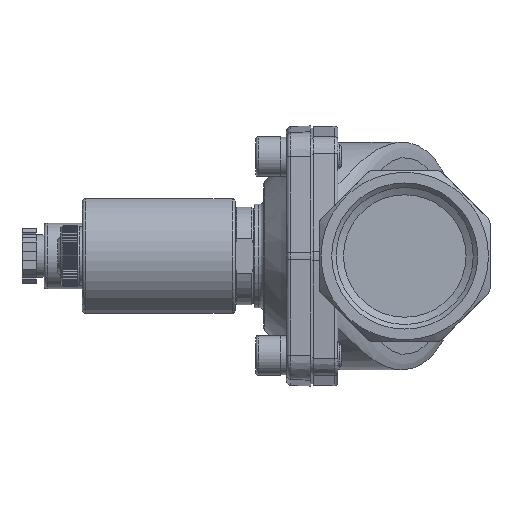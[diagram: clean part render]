
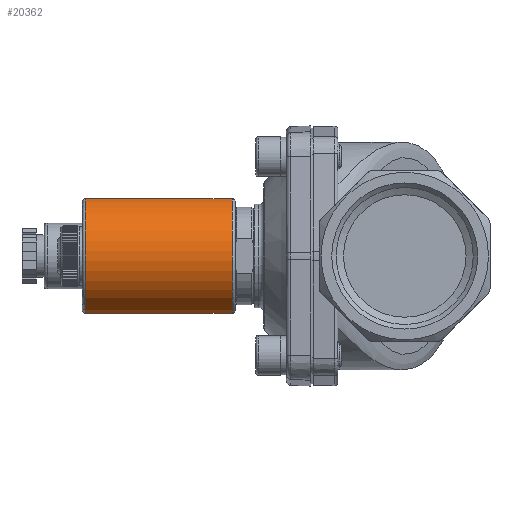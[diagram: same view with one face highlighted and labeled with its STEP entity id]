
A CAD part, left-side view. The second image highlights one B-rep face of the part: STEP entity #20362.
In plain terms, the highlighted cylindrical face has radius 19.5 mm (diameter 39 mm), a partial arc.
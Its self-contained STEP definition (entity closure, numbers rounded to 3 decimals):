
#12907=CARTESIAN_POINT('',(-5.356,104.5,-18.75));
#12908=VERTEX_POINT('',#12907);
#12927=CARTESIAN_POINT('',(-5.356,104.5,18.75));
#12928=VERTEX_POINT('',#12927);
#12929=CARTESIAN_POINT('',(0.0,104.5,0.0));
#12930=DIRECTION('',(0.0,-1.0,0.0));
#12931=DIRECTION('',(0.0,0.0,1.0));
#12932=AXIS2_PLACEMENT_3D('',#12929,#12930,#12931);
#12933=CIRCLE('',#12932,19.5);
#12934=EDGE_CURVE('',#12928,#12908,#12933,.T.);
#13054=CARTESIAN_POINT('',(-5.356,56.5,18.75));
#13055=VERTEX_POINT('',#13054);
#13056=CARTESIAN_POINT('',(-5.356,104.5,18.75));
#13057=DIRECTION('',(0.0,-1.0,0.0));
#13058=VECTOR('',#13057,48.);
#13059=LINE('',#13056,#13058);
#13060=EDGE_CURVE('',#13055,#12928,#13059,.F.);
#13137=CARTESIAN_POINT('',(-5.356,56.5,-18.75));
#13138=VERTEX_POINT('',#13137);
#13139=CARTESIAN_POINT('',(0.0,56.5,0.0));
#13140=DIRECTION('',(0.0,-1.0,0.0));
#13141=DIRECTION('',(0.0,0.0,1.0));
#13142=AXIS2_PLACEMENT_3D('',#13139,#13140,#13141);
#13143=CIRCLE('',#13142,19.5);
#13144=EDGE_CURVE('',#13055,#13138,#13143,.T.);
#20346=CARTESIAN_POINT('',(0.0,55.5,0.0));
#20347=DIRECTION('',(0.0,1.0,0.0));
#20348=DIRECTION('',(0.0,0.0,1.0));
#20349=AXIS2_PLACEMENT_3D('',#20346,#20347,#20348);
#20350=CYLINDRICAL_SURFACE('',#20349,19.5);
#20351=ORIENTED_EDGE('',*,*,#13144,.F.);
#20352=ORIENTED_EDGE('',*,*,#13060,.T.);
#20353=ORIENTED_EDGE('',*,*,#12934,.T.);
#20354=CARTESIAN_POINT('',(-5.356,104.5,-18.75));
#20355=DIRECTION('',(0.0,-1.0,0.0));
#20356=VECTOR('',#20355,48.);
#20357=LINE('',#20354,#20356);
#20358=EDGE_CURVE('',#12908,#13138,#20357,.T.);
#20359=ORIENTED_EDGE('',*,*,#20358,.T.);
#20360=EDGE_LOOP('',(#20351,#20352,#20353,#20359));
#20361=FACE_OUTER_BOUND('',#20360,.T.);
#20362=ADVANCED_FACE('',(#20361),#20350,.T.);
